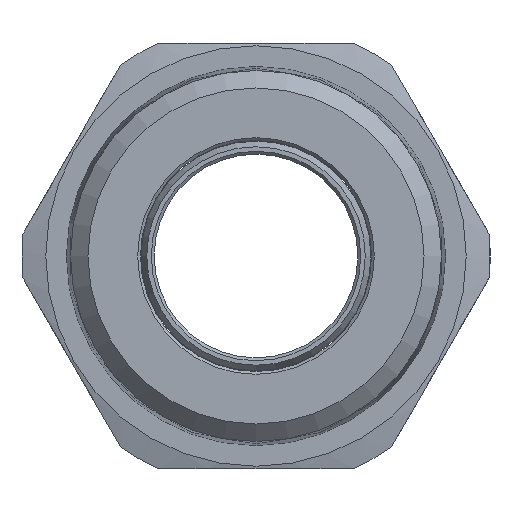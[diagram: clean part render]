
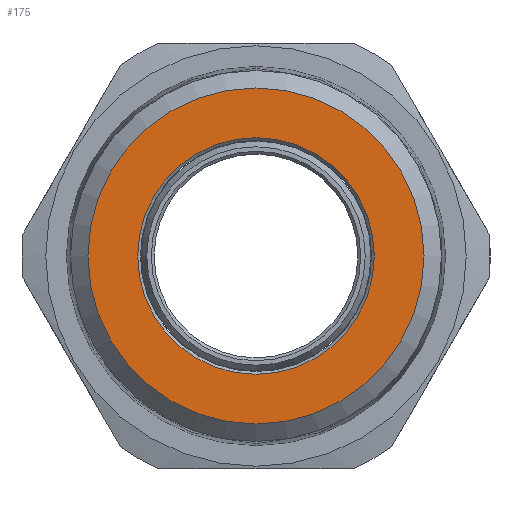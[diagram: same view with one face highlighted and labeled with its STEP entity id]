
A CAD part, left-side view. The second image highlights one B-rep face of the part: STEP entity #175.
In plain terms, the highlighted planar face has unit normal (-1, 0, 0).
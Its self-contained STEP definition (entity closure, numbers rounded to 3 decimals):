
#7 = EDGE_CURVE ( 'NONE', #2505, #2505, #1861, .T. ) ;
#33 = DIRECTION ( 'NONE',  ( 0., 0., 1. ) ) ;
#175 = ADVANCED_FACE ( 'NONE', ( #2327, #179 ), #1616, .T. ) ;
#179 = FACE_OUTER_BOUND ( 'NONE', #557, .T. ) ;
#208 = CARTESIAN_POINT ( 'NONE',  ( 4.5, 0., 0. ) ) ;
#272 = ORIENTED_EDGE ( 'NONE', *, *, #2311, .T. ) ;
#557 = EDGE_LOOP ( 'NONE', ( #272 ) ) ;
#624 = DIRECTION ( 'NONE',  ( -1., 0., 0. ) ) ;
#639 = CARTESIAN_POINT ( 'NONE',  ( 4.5, 0., 0. ) ) ;
#657 = EDGE_LOOP ( 'NONE', ( #1487 ) ) ;
#664 = DIRECTION ( 'NONE',  ( -1., 0., 0. ) ) ;
#867 = CARTESIAN_POINT ( 'NONE',  ( 4.5, 0., 0. ) ) ;
#882 = VERTEX_POINT ( 'NONE', #1371 ) ;
#1169 = AXIS2_PLACEMENT_3D ( 'NONE', #867, #664, #2074 ) ;
#1201 = DIRECTION ( 'NONE',  ( 1., 0., 0. ) ) ;
#1371 = CARTESIAN_POINT ( 'NONE',  ( 4.5, 0., 14.801 ) ) ;
#1487 = ORIENTED_EDGE ( 'NONE', *, *, #7, .T. ) ;
#1616 = PLANE ( 'NONE',  #1880 ) ;
#1861 = CIRCLE ( 'NONE', #1968, 10.425 ) ;
#1880 = AXIS2_PLACEMENT_3D ( 'NONE', #639, #624, #33 ) ;
#1968 = AXIS2_PLACEMENT_3D ( 'NONE', #208, #1201, #2018 ) ;
#2018 = DIRECTION ( 'NONE',  ( 0., 0., 1. ) ) ;
#2074 = DIRECTION ( 'NONE',  ( 0., 0., 1. ) ) ;
#2311 = EDGE_CURVE ( 'NONE', #882, #882, #2349, .T. ) ;
#2327 = FACE_BOUND ( 'NONE', #657, .T. ) ;
#2349 = CIRCLE ( 'NONE', #1169, 14.801 ) ;
#2383 = CARTESIAN_POINT ( 'NONE',  ( 4.5, 0., 10.425 ) ) ;
#2505 = VERTEX_POINT ( 'NONE', #2383 ) ;
